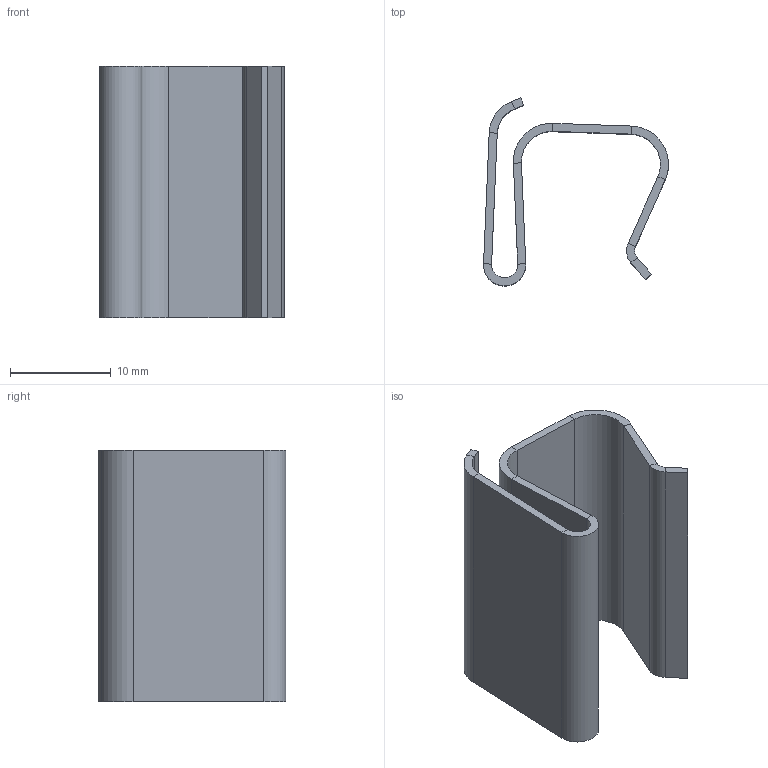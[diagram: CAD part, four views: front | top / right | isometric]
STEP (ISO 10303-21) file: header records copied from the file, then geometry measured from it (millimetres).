
FILE_DESCRIPTION (( 'STEP AP214' ), '1' );
FILE_NAME ('6052810.stp', '2022-03-09T13:11:49', ( '' ), ( '' ), 'SwSTEP 2.0', 'SolidWorks 2020', '' );
FILE_SCHEMA (( 'AUTOMOTIVE_DESIGN' ));
Length unit declared in the file: millimetre
Products named in the file (1): 6052810
Bounding box: 18.37 x 18.66 x 25 mm (x, y, z)
Volume: 1285.1 mm3; surface area: 3355.5 mm2
Topology: 1 solids, 1 shells, 46 faces, 92 edges, 48 vertices
Faces by surface type: plane 36, cylinder 10
Entity records: 1390 total; most frequent: DIRECTION 206, CARTESIAN_POINT 187, ORIENTED_EDGE 184, EDGE_CURVE 92, LINE 72, VECTOR 72, AXIS2_PLACEMENT_3D 67, VERTEX_POINT 48
